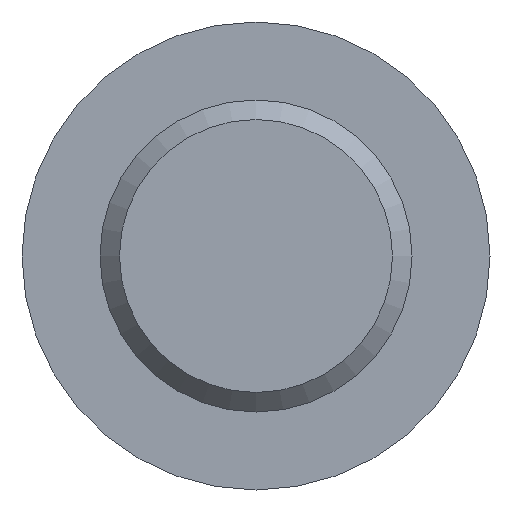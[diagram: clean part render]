
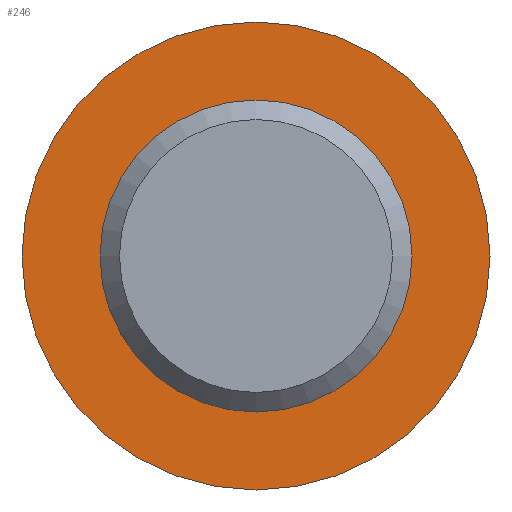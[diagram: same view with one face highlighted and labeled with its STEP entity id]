
A CAD part, front view. The second image highlights one B-rep face of the part: STEP entity #246.
In plain terms, the highlighted planar face has unit normal (0, -1, 0).
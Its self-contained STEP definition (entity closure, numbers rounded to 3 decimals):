
#53 = VERTEX_POINT ( 'NONE', #262 ) ;
#61 = EDGE_CURVE ( 'NONE', #538, #538, #322, .T. ) ;
#129 = ORIENTED_EDGE ( 'NONE', *, *, #336, .T. ) ;
#150 = AXIS2_PLACEMENT_3D ( 'NONE', #515, #329, #425 ) ;
#160 = ORIENTED_EDGE ( 'NONE', *, *, #61, .F. ) ;
#167 = EDGE_LOOP ( 'NONE', ( #129 ) ) ;
#180 = CIRCLE ( 'NONE', #316, 15. ) ;
#204 = DIRECTION ( 'NONE',  ( 0., 1., 0. ) ) ;
#242 = CARTESIAN_POINT ( 'NONE',  ( -10., 30., 0. ) ) ;
#246 = ADVANCED_FACE ( 'NONE', ( #311, #445 ), #335, .F. ) ;
#262 = CARTESIAN_POINT ( 'NONE',  ( 0., 30., -15. ) ) ;
#311 = FACE_BOUND ( 'NONE', #432, .T. ) ;
#316 = AXIS2_PLACEMENT_3D ( 'NONE', #417, #508, #376 ) ;
#322 = CIRCLE ( 'NONE', #150, 10. ) ;
#329 = DIRECTION ( 'NONE',  ( 0., -1., 0. ) ) ;
#335 = PLANE ( 'NONE',  #550 ) ;
#336 = EDGE_CURVE ( 'NONE', #53, #53, #180, .T. ) ;
#376 = DIRECTION ( 'NONE',  ( 0., 0., -1. ) ) ;
#417 = CARTESIAN_POINT ( 'NONE',  ( 0., 30., 0. ) ) ;
#425 = DIRECTION ( 'NONE',  ( 0., 0., -1. ) ) ;
#432 = EDGE_LOOP ( 'NONE', ( #160 ) ) ;
#445 = FACE_OUTER_BOUND ( 'NONE', #167, .T. ) ;
#476 = CARTESIAN_POINT ( 'NONE',  ( 0., 30., -10. ) ) ;
#497 = DIRECTION ( 'NONE',  ( 0., 0., 1. ) ) ;
#508 = DIRECTION ( 'NONE',  ( 0., -1., 0. ) ) ;
#515 = CARTESIAN_POINT ( 'NONE',  ( 0., 30., 0. ) ) ;
#538 = VERTEX_POINT ( 'NONE', #476 ) ;
#550 = AXIS2_PLACEMENT_3D ( 'NONE', #242, #204, #497 ) ;
